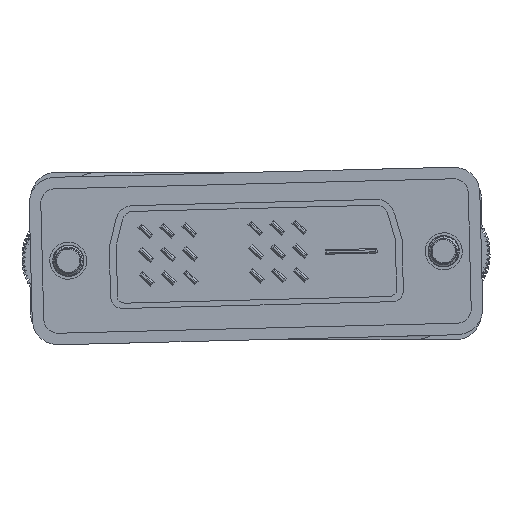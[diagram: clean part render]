
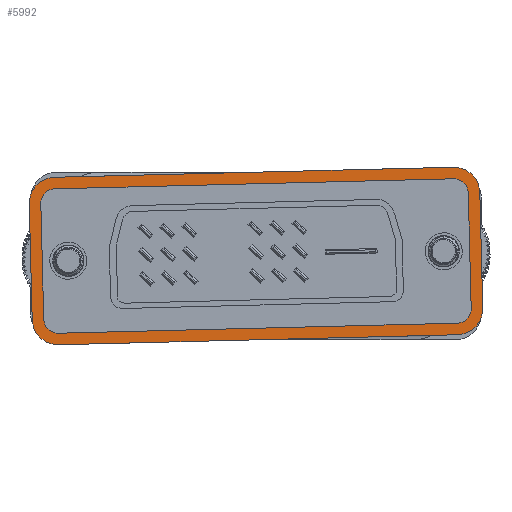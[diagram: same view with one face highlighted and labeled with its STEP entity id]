
A CAD part, front view. The second image highlights one B-rep face of the part: STEP entity #5992.
In plain terms, the highlighted face is planar.
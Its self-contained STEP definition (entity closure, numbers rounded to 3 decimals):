
#544=CARTESIAN_POINT('',(17.25,0.,-5.));
#545=DIRECTION('',(0.,-1.,0.));
#546=DIRECTION('',(0.,0.,-1.));
#547=AXIS2_PLACEMENT_3D('',#544,#545,#546);
#549=CARTESIAN_POINT('',(17.25,0.,5.));
#550=DIRECTION('',(0.,-1.,0.));
#551=DIRECTION('',(1.,0.,0.));
#552=AXIS2_PLACEMENT_3D('',#549,#550,#551);
#554=DIRECTION('',(-1.,0.,0.));
#555=VECTOR('',#554,34.5);
#556=CARTESIAN_POINT('',(17.25,0.,7.25));
#557=LINE('',#556,#555);
#558=CARTESIAN_POINT('',(-17.25,0.,5.));
#559=DIRECTION('',(0.,-1.,0.));
#560=DIRECTION('',(0.,0.,1.));
#561=AXIS2_PLACEMENT_3D('',#558,#559,#560);
#563=DIRECTION('',(0.,0.,-1.));
#564=VECTOR('',#563,10.);
#565=CARTESIAN_POINT('',(-19.5,0.,5.));
#566=LINE('',#565,#564);
#567=CARTESIAN_POINT('',(-17.25,0.,-5.));
#568=DIRECTION('',(0.,-1.,0.));
#569=DIRECTION('',(-1.,0.,0.));
#570=AXIS2_PLACEMENT_3D('',#567,#568,#569);
#572=DIRECTION('',(1.,0.,0.));
#573=VECTOR('',#572,34.5);
#574=CARTESIAN_POINT('',(-17.25,0.,-7.25));
#575=LINE('',#574,#573);
#576=CARTESIAN_POINT('',(-17.25,0.,5.));
#577=DIRECTION('',(0.,1.,0.));
#578=DIRECTION('',(-1.,0.,0.));
#579=AXIS2_PLACEMENT_3D('',#576,#577,#578);
#581=CARTESIAN_POINT('',(17.25,0.,5.));
#582=DIRECTION('',(0.,1.,0.));
#583=DIRECTION('',(0.,0.,1.));
#584=AXIS2_PLACEMENT_3D('',#581,#582,#583);
#586=CARTESIAN_POINT('',(17.25,0.,-5.));
#587=DIRECTION('',(0.,1.,0.));
#588=DIRECTION('',(1.,0.,0.));
#589=AXIS2_PLACEMENT_3D('',#586,#587,#588);
#591=CARTESIAN_POINT('',(-17.25,0.,-5.));
#592=DIRECTION('',(0.,1.,0.));
#593=DIRECTION('',(0.,0.,-1.));
#594=AXIS2_PLACEMENT_3D('',#591,#592,#593);
#604=DIRECTION('',(0.,0.,-1.));
#605=VECTOR('',#604,10.);
#606=CARTESIAN_POINT('',(19.5,0.,5.));
#607=LINE('',#606,#605);
#1129=DIRECTION('',(0.,0.,-1.));
#1130=VECTOR('',#1129,10.);
#1131=CARTESIAN_POINT('',(-18.5,0.,5.));
#1132=LINE('',#1131,#1130);
#1141=DIRECTION('',(1.,0.,0.));
#1142=VECTOR('',#1141,34.5);
#1143=CARTESIAN_POINT('',(-17.25,0.,-6.25));
#1144=LINE('',#1143,#1142);
#1153=DIRECTION('',(0.,0.,1.));
#1154=VECTOR('',#1153,10.);
#1155=CARTESIAN_POINT('',(18.5,0.,-5.));
#1156=LINE('',#1155,#1154);
#1165=DIRECTION('',(-1.,0.,0.));
#1166=VECTOR('',#1165,34.5);
#1167=CARTESIAN_POINT('',(17.25,0.,6.25));
#1168=LINE('',#1167,#1166);
#4097=CARTESIAN_POINT('',(17.25,0.,-7.25));
#4099=VERTEX_POINT('',#4097);
#4101=CARTESIAN_POINT('',(-17.25,0.,-7.25));
#4102=VERTEX_POINT('',#4101);
#4171=CARTESIAN_POINT('',(19.5,0.,-5.));
#4172=VERTEX_POINT('',#4171);
#4241=CARTESIAN_POINT('',(-17.25,0.,7.25));
#4243=VERTEX_POINT('',#4241);
#4245=CARTESIAN_POINT('',(17.25,0.,7.25));
#4246=VERTEX_POINT('',#4245);
#4309=CARTESIAN_POINT('',(-19.5,0.,5.));
#4310=VERTEX_POINT('',#4309);
#4324=CARTESIAN_POINT('',(-19.5,0.,-5.));
#4325=VERTEX_POINT('',#4324);
#4326=CARTESIAN_POINT('',(19.5,0.,5.));
#4327=VERTEX_POINT('',#4326);
#4328=CARTESIAN_POINT('',(-18.5,0.,5.));
#4329=CARTESIAN_POINT('',(-17.25,0.,6.25));
#4330=VERTEX_POINT('',#4328);
#4331=VERTEX_POINT('',#4329);
#4332=CARTESIAN_POINT('',(17.25,0.,6.25));
#4333=VERTEX_POINT('',#4332);
#4334=CARTESIAN_POINT('',(18.5,0.,5.));
#4335=VERTEX_POINT('',#4334);
#4336=CARTESIAN_POINT('',(18.5,0.,-5.));
#4337=VERTEX_POINT('',#4336);
#4338=CARTESIAN_POINT('',(17.25,0.,-6.25));
#4339=VERTEX_POINT('',#4338);
#4340=CARTESIAN_POINT('',(-17.25,0.,-6.25));
#4341=VERTEX_POINT('',#4340);
#4342=CARTESIAN_POINT('',(-18.5,0.,-5.));
#4343=VERTEX_POINT('',#4342);
#5956=CARTESIAN_POINT('',(0.,0.,0.));
#5957=DIRECTION('',(0.,1.,0.));
#5958=DIRECTION('',(-1.,0.,0.));
#5959=AXIS2_PLACEMENT_3D('',#5956,#5957,#5958);
#5960=PLANE('',#5959);
#5961=ORIENTED_EDGE('',*,*,#5431,.T.);
#5963=ORIENTED_EDGE('',*,*,#5962,.F.);
#5965=ORIENTED_EDGE('',*,*,#5964,.T.);
#5966=ORIENTED_EDGE('',*,*,#5724,.T.);
#5967=ORIENTED_EDGE('',*,*,#5814,.T.);
#5969=ORIENTED_EDGE('',*,*,#5968,.T.);
#5970=ORIENTED_EDGE('',*,*,#5947,.T.);
#5971=ORIENTED_EDGE('',*,*,#5339,.T.);
#5972=EDGE_LOOP('',(#5961,#5963,#5965,#5966,#5967,#5969,#5970,#5971));
#5973=FACE_OUTER_BOUND('',#5972,.F.);
#5975=ORIENTED_EDGE('',*,*,#5974,.T.);
#5977=ORIENTED_EDGE('',*,*,#5976,.F.);
#5979=ORIENTED_EDGE('',*,*,#5978,.T.);
#5981=ORIENTED_EDGE('',*,*,#5980,.F.);
#5983=ORIENTED_EDGE('',*,*,#5982,.T.);
#5985=ORIENTED_EDGE('',*,*,#5984,.F.);
#5987=ORIENTED_EDGE('',*,*,#5986,.T.);
#5989=ORIENTED_EDGE('',*,*,#5988,.F.);
#5990=EDGE_LOOP('',(#5975,#5977,#5979,#5981,#5983,#5985,#5987,#5989));
#5991=FACE_BOUND('',#5990,.F.);
#548=CIRCLE('',#547,2.25);
#553=CIRCLE('',#552,2.25);
#562=CIRCLE('',#561,2.25);
#571=CIRCLE('',#570,2.25);
#580=CIRCLE('',#579,1.25);
#585=CIRCLE('',#584,1.25);
#590=CIRCLE('',#589,1.25);
#595=CIRCLE('',#594,1.25);
#5339=EDGE_CURVE('',#4102,#4099,#575,.T.);
#5431=EDGE_CURVE('',#4099,#4172,#548,.T.);
#5724=EDGE_CURVE('',#4246,#4243,#557,.T.);
#5814=EDGE_CURVE('',#4243,#4310,#562,.T.);
#5947=EDGE_CURVE('',#4325,#4102,#571,.T.);
#5962=EDGE_CURVE('',#4327,#4172,#607,.T.);
#5964=EDGE_CURVE('',#4327,#4246,#553,.T.);
#5968=EDGE_CURVE('',#4310,#4325,#566,.T.);
#5974=EDGE_CURVE('',#4330,#4331,#580,.T.);
#5976=EDGE_CURVE('',#4333,#4331,#1168,.T.);
#5978=EDGE_CURVE('',#4333,#4335,#585,.T.);
#5980=EDGE_CURVE('',#4337,#4335,#1156,.T.);
#5982=EDGE_CURVE('',#4337,#4339,#590,.T.);
#5984=EDGE_CURVE('',#4341,#4339,#1144,.T.);
#5986=EDGE_CURVE('',#4341,#4343,#595,.T.);
#5988=EDGE_CURVE('',#4330,#4343,#1132,.T.);
#5992=ADVANCED_FACE('',(#5973,#5991),#5960,.T.);
